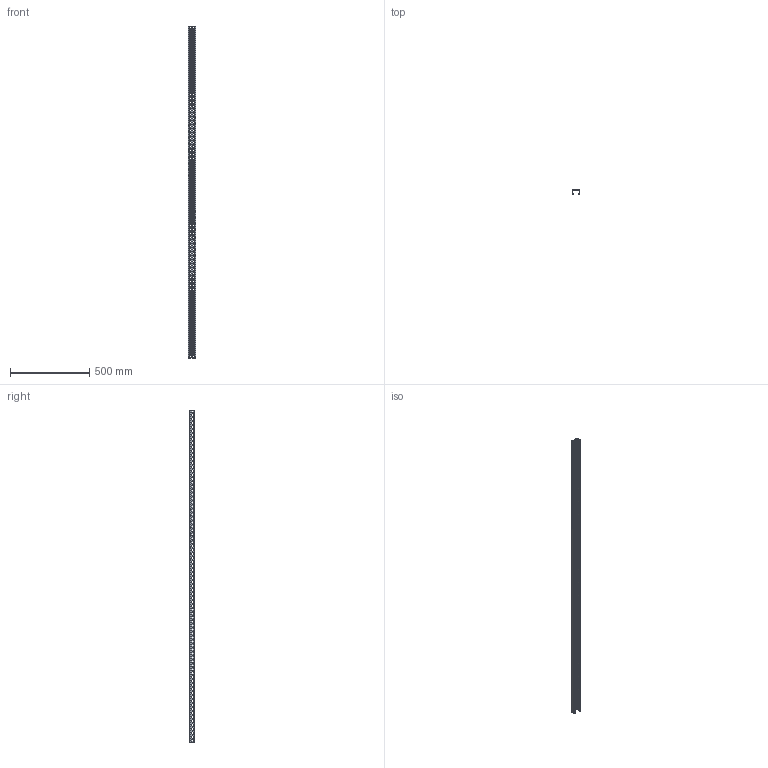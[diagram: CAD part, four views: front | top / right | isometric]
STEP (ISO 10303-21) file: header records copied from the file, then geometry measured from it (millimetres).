
FILE_DESCRIPTION (( 'STEP AP214' ), '1' );
FILE_NAME ('944.220.STEP', '2024-08-22T09:23:27', ( '' ), ( '' ), 'SwSTEP 2.0', 'SolidWorks 2021', '' );
FILE_SCHEMA (( 'AUTOMOTIVE_DESIGN' ));
Length unit declared in the file: millimetre
Products named in the file (1): 944.220
Bounding box: 50 x 30.5 x 2091 mm (x, y, z)
Volume: 407919.4 mm3; surface area: 456374.5 mm2
Topology: 1 solids, 1 shells, 2380 faces, 7102 edges, 4724 vertices
Faces by surface type: plane 1370, cylinder 1010
Entity records: 83604 total; most frequent: CARTESIAN_POINT 14207, ORIENTED_EDGE 14204, DIRECTION 13884, EDGE_CURVE 7102, LINE 5082, VECTOR 5082, VERTEX_POINT 4724, AXIS2_PLACEMENT_3D 4401
